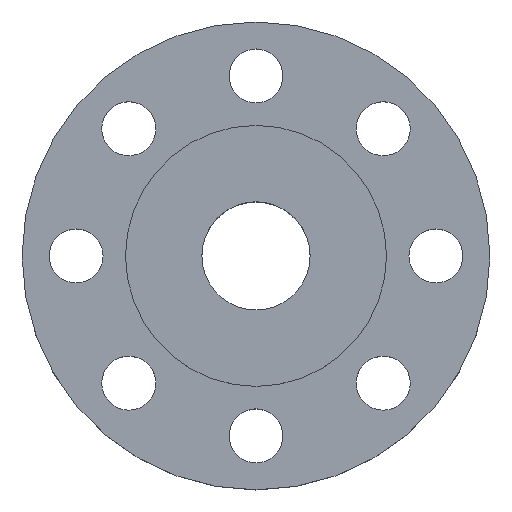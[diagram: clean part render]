
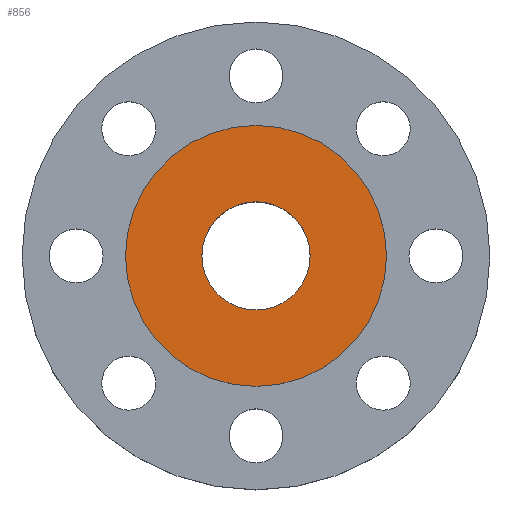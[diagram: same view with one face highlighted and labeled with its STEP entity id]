
A CAD part, top view. The second image highlights one B-rep face of the part: STEP entity #856.
In plain terms, the highlighted planar face has unit normal (0, 0, 1).
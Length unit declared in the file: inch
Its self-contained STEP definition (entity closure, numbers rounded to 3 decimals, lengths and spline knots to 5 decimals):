
#39 = DIRECTION ( 'NONE',  ( 1., 0., 0. ) ) ;
#40 = EDGE_CURVE ( 'NONE', #827, #857, #331, .T. ) ;
#54 = DIRECTION ( 'NONE',  ( 0., 0., 1. ) ) ;
#63 = EDGE_LOOP ( 'NONE', ( #360, #574 ) ) ;
#81 = CARTESIAN_POINT ( 'NONE',  ( 0., 0., 0. ) ) ;
#83 = DIRECTION ( 'NONE',  ( 0., 0., -1. ) ) ;
#86 = CIRCLE ( 'NONE', #201, 0.7515 ) ;
#136 = EDGE_CURVE ( 'NONE', #918, #518, #366, .T. ) ;
#174 = CARTESIAN_POINT ( 'NONE',  ( 0.7515, 0., 0. ) ) ;
#177 = ORIENTED_EDGE ( 'NONE', *, *, #136, .T. ) ;
#195 = DIRECTION ( 'NONE',  ( 1., 0., 0. ) ) ;
#200 = AXIS2_PLACEMENT_3D ( 'NONE', #678, #54, #39 ) ;
#201 = AXIS2_PLACEMENT_3D ( 'NONE', #945, #502, #216 ) ;
#216 = DIRECTION ( 'NONE',  ( 1., 0., 0. ) ) ;
#266 = CARTESIAN_POINT ( 'NONE',  ( 1.8125, 0., 0. ) ) ;
#275 = AXIS2_PLACEMENT_3D ( 'NONE', #377, #742, #290 ) ;
#290 = DIRECTION ( 'NONE',  ( 1., 0., 0. ) ) ;
#325 = ORIENTED_EDGE ( 'NONE', *, *, #326, .T. ) ;
#326 = EDGE_CURVE ( 'NONE', #518, #918, #1149, .T. ) ;
#331 = CIRCLE ( 'NONE', #275, 0.7515 ) ;
#356 = CARTESIAN_POINT ( 'NONE',  ( 0., 0.7515, 0. ) ) ;
#360 = ORIENTED_EDGE ( 'NONE', *, *, #676, .F. ) ;
#362 = CARTESIAN_POINT ( 'NONE',  ( -0.7515, 0., 0. ) ) ;
#366 = CIRCLE ( 'NONE', #200, 1.8125 ) ;
#377 = CARTESIAN_POINT ( 'NONE',  ( 0., 0., 0. ) ) ;
#421 = FACE_OUTER_BOUND ( 'NONE', #645, .T. ) ;
#428 = FACE_BOUND ( 'NONE', #63, .T. ) ;
#502 = DIRECTION ( 'NONE',  ( 0., 0., 1. ) ) ;
#518 = VERTEX_POINT ( 'NONE', #842 ) ;
#570 = AXIS2_PLACEMENT_3D ( 'NONE', #81, #721, #195 ) ;
#574 = ORIENTED_EDGE ( 'NONE', *, *, #40, .F. ) ;
#594 = AXIS2_PLACEMENT_3D ( 'NONE', #356, #83, #791 ) ;
#628 = PLANE ( 'NONE',  #594 ) ;
#645 = EDGE_LOOP ( 'NONE', ( #177, #325 ) ) ;
#676 = EDGE_CURVE ( 'NONE', #857, #827, #86, .T. ) ;
#678 = CARTESIAN_POINT ( 'NONE',  ( 0., 0., 0. ) ) ;
#721 = DIRECTION ( 'NONE',  ( 0., 0., 1. ) ) ;
#742 = DIRECTION ( 'NONE',  ( 0., 0., 1. ) ) ;
#791 = DIRECTION ( 'NONE',  ( -1., 0., 0. ) ) ;
#827 = VERTEX_POINT ( 'NONE', #362 ) ;
#842 = CARTESIAN_POINT ( 'NONE',  ( -1.8125, 0., 0. ) ) ;
#856 = ADVANCED_FACE ( 'NONE', ( #428, #421 ), #628, .F. ) ;
#857 = VERTEX_POINT ( 'NONE', #174 ) ;
#918 = VERTEX_POINT ( 'NONE', #266 ) ;
#945 = CARTESIAN_POINT ( 'NONE',  ( 0., 0., 0. ) ) ;
#1149 = CIRCLE ( 'NONE', #570, 1.8125 ) ;
